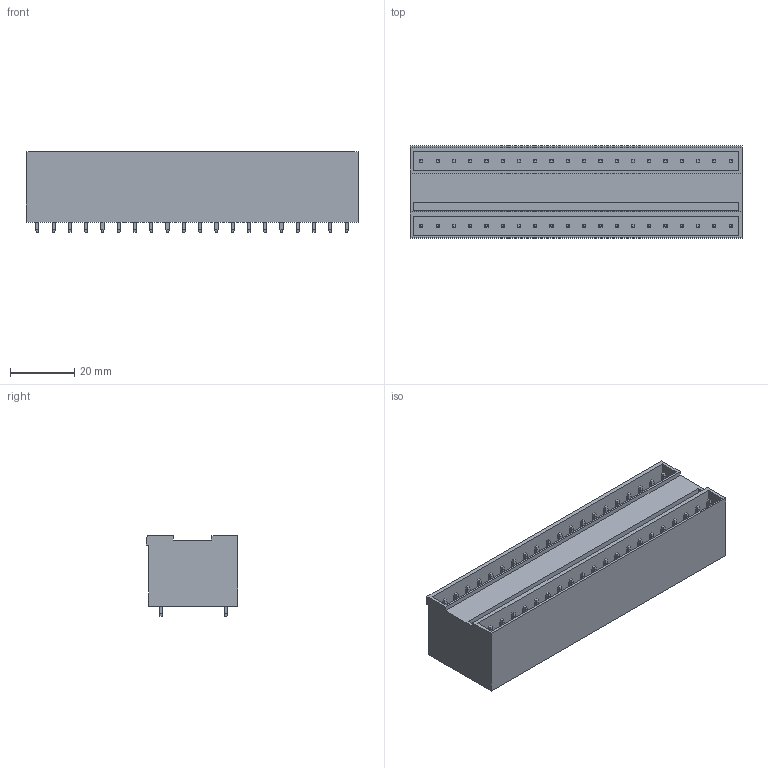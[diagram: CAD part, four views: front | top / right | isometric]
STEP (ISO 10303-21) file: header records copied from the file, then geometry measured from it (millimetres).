
FILE_DESCRIPTION(('CATIA V5 STEP Exchange','CAx-IF Rec.Pracs.--- Model Styling and Organization---1.2---2011-12-15'),'2;1');
FILE_NAME ('D1453141_0_1602570000_1602570000.stp','2018-11-03T06:36:48+00:00',('none'),('Weidmueller'),'CATIA Version 5-6 Release 2014','CATIA V5 STEP AP214','none');
FILE_SCHEMA(('AUTOMOTIVE_DESIGN { 1 0 10303 214 1 1 1 1 }'));
Length unit declared in the file: millimetre
Products named in the file (1): 1602570000
Bounding box: 103.6 x 28.68 x 25.2 mm (x, y, z)
Volume: 30576.9 mm3; surface area: 27959.9 mm2
Topology: 41 solids, 41 shells, 754 faces, 1690 edges, 1020 vertices
Faces by surface type: plane 754
Entity records: 17718 total; most frequent: ORIENTED_EDGE 3380, CARTESIAN_POINT 3316, DIRECTION 1940, EDGE_CURVE 1690, VECTOR 1370, LINE 1370, VERTEX_POINT 1020, EDGE_LOOP 836
